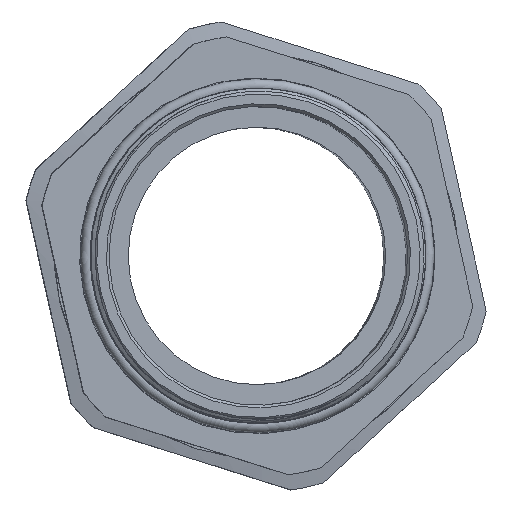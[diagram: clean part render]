
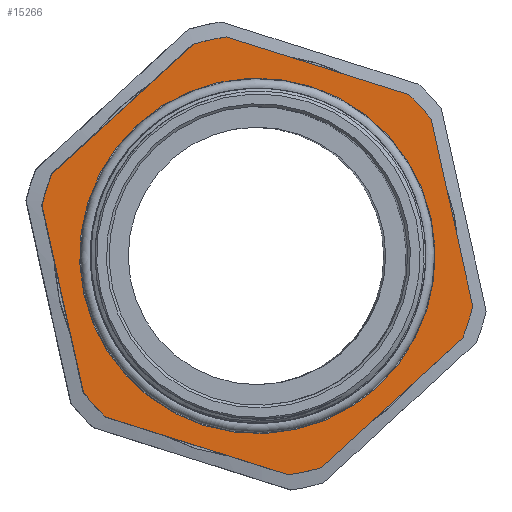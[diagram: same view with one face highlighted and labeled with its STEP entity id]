
A CAD part, front view. The second image highlights one B-rep face of the part: STEP entity #15266.
In plain terms, the highlighted face is planar.
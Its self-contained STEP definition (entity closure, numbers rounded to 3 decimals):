
#366=FACE_BOUND('',#2896,.T.);
#1209=CIRCLE('',#17433,41.595);
#1210=CIRCLE('',#17435,41.595);
#1211=CIRCLE('',#17437,41.595);
#1212=CIRCLE('',#17439,41.595);
#1213=CIRCLE('',#17441,41.595);
#1214=CIRCLE('',#17443,41.595);
#1216=CIRCLE('',#17446,33.439);
#2048=FACE_OUTER_BOUND('',#2895,.T.);
#2895=EDGE_LOOP('',(#13757,#13758,#13759,#13760,#13761,#13762,#13763,#13764,
#13765,#13766,#13767,#13768));
#2896=EDGE_LOOP('',(#13769));
#4013=LINE('',#31054,#4549);
#4016=LINE('',#31068,#4552);
#4019=LINE('',#31082,#4555);
#4022=LINE('',#31096,#4558);
#4025=LINE('',#31110,#4561);
#4028=LINE('',#31124,#4564);
#4549=VECTOR('',#22129,10.);
#4552=VECTOR('',#22134,10.);
#4555=VECTOR('',#22139,10.);
#4558=VECTOR('',#22144,10.);
#4561=VECTOR('',#22149,10.);
#4564=VECTOR('',#22154,10.);
#6613=VERTEX_POINT('',#31051);
#6614=VERTEX_POINT('',#31053);
#6617=VERTEX_POINT('',#31065);
#6618=VERTEX_POINT('',#31067);
#6621=VERTEX_POINT('',#31079);
#6622=VERTEX_POINT('',#31081);
#6625=VERTEX_POINT('',#31093);
#6626=VERTEX_POINT('',#31095);
#6629=VERTEX_POINT('',#31107);
#6630=VERTEX_POINT('',#31109);
#6633=VERTEX_POINT('',#31121);
#6634=VERTEX_POINT('',#31123);
#6635=VERTEX_POINT('',#31150);
#8993=EDGE_CURVE('',#6614,#6613,#4013,.T.);
#8998=EDGE_CURVE('',#6618,#6617,#4016,.T.);
#9003=EDGE_CURVE('',#6622,#6621,#4019,.T.);
#9008=EDGE_CURVE('',#6626,#6625,#4022,.T.);
#9013=EDGE_CURVE('',#6630,#6629,#4025,.T.);
#9018=EDGE_CURVE('',#6634,#6633,#4028,.T.);
#9025=EDGE_CURVE('',#6634,#6625,#1209,.T.);
#9026=EDGE_CURVE('',#6622,#6633,#1210,.T.);
#9027=EDGE_CURVE('',#6626,#6617,#1211,.T.);
#9028=EDGE_CURVE('',#6618,#6629,#1212,.T.);
#9029=EDGE_CURVE('',#6630,#6613,#1213,.T.);
#9030=EDGE_CURVE('',#6614,#6621,#1214,.T.);
#9032=EDGE_CURVE('',#6635,#6635,#1216,.T.);
#13757=ORIENTED_EDGE('',*,*,#8993,.T.);
#13758=ORIENTED_EDGE('',*,*,#9029,.F.);
#13759=ORIENTED_EDGE('',*,*,#9013,.T.);
#13760=ORIENTED_EDGE('',*,*,#9028,.F.);
#13761=ORIENTED_EDGE('',*,*,#8998,.T.);
#13762=ORIENTED_EDGE('',*,*,#9027,.F.);
#13763=ORIENTED_EDGE('',*,*,#9008,.T.);
#13764=ORIENTED_EDGE('',*,*,#9025,.F.);
#13765=ORIENTED_EDGE('',*,*,#9018,.T.);
#13766=ORIENTED_EDGE('',*,*,#9026,.F.);
#13767=ORIENTED_EDGE('',*,*,#9003,.T.);
#13768=ORIENTED_EDGE('',*,*,#9030,.F.);
#13769=ORIENTED_EDGE('',*,*,#9032,.T.);
#14460=PLANE('',#17445);
#15266=ADVANCED_FACE('',(#2048,#366),#14460,.T.);
#17433=AXIS2_PLACEMENT_3D('',#31137,#22178,#22179);
#17435=AXIS2_PLACEMENT_3D('',#31139,#22182,#22183);
#17437=AXIS2_PLACEMENT_3D('',#31141,#22186,#22187);
#17439=AXIS2_PLACEMENT_3D('',#31143,#22190,#22191);
#17441=AXIS2_PLACEMENT_3D('',#31145,#22194,#22195);
#17443=AXIS2_PLACEMENT_3D('',#31147,#22198,#22199);
#17445=AXIS2_PLACEMENT_3D('',#31149,#22202,#22203);
#17446=AXIS2_PLACEMENT_3D('',#31151,#22204,#22205);
#22129=DIRECTION('',(-1.,0.,0.));
#22134=DIRECTION('',(0.5,0.,0.866));
#22139=DIRECTION('',(-0.5,0.,-0.866));
#22144=DIRECTION('',(1.,0.,0.));
#22149=DIRECTION('',(-0.5,0.,0.866));
#22154=DIRECTION('',(0.5,0.,-0.866));
#22178=DIRECTION('center_axis',(0.,-1.,0.));
#22179=DIRECTION('ref_axis',(1.,0.,0.));
#22182=DIRECTION('center_axis',(0.,-1.,0.));
#22183=DIRECTION('ref_axis',(1.,0.,0.));
#22186=DIRECTION('center_axis',(0.,-1.,0.));
#22187=DIRECTION('ref_axis',(1.,0.,0.));
#22190=DIRECTION('center_axis',(0.,-1.,0.));
#22191=DIRECTION('ref_axis',(1.,0.,0.));
#22194=DIRECTION('center_axis',(0.,-1.,0.));
#22195=DIRECTION('ref_axis',(1.,0.,0.));
#22198=DIRECTION('center_axis',(0.,-1.,0.));
#22199=DIRECTION('ref_axis',(1.,0.,0.));
#22202=DIRECTION('center_axis',(0.,1.,0.));
#22203=DIRECTION('ref_axis',(0.,0.,1.));
#22204=DIRECTION('center_axis',(0.,-1.,0.));
#22205=DIRECTION('ref_axis',(1.,0.,0.));
#31051=CARTESIAN_POINT('',(-17.997,-18.,-37.5));
#31053=CARTESIAN_POINT('',(17.997,-18.,-37.5));
#31054=CARTESIAN_POINT('',(8.999,-18.,-37.5));
#31065=CARTESIAN_POINT('',(-23.477,-18.,34.336));
#31067=CARTESIAN_POINT('',(-41.474,-18.,3.164));
#31068=CARTESIAN_POINT('',(-45.981,-18.,-4.641));
#31079=CARTESIAN_POINT('',(23.477,-18.,-34.336));
#31081=CARTESIAN_POINT('',(41.474,-18.,-3.164));
#31082=CARTESIAN_POINT('',(27.97,-18.,-26.555));
#31093=CARTESIAN_POINT('',(17.997,-18.,37.5));
#31095=CARTESIAN_POINT('',(-17.997,-18.,37.5));
#31096=CARTESIAN_POINT('',(-8.999,-18.,37.5));
#31107=CARTESIAN_POINT('',(-41.474,-18.,-3.164));
#31109=CARTESIAN_POINT('',(-23.477,-18.,-34.336));
#31110=CARTESIAN_POINT('',(-18.971,-18.,-42.141));
#31121=CARTESIAN_POINT('',(41.474,-18.,3.164));
#31123=CARTESIAN_POINT('',(23.477,-18.,34.336));
#31124=CARTESIAN_POINT('',(36.982,-18.,10.945));
#31137=CARTESIAN_POINT('Origin',(0.,-18.,0.));
#31139=CARTESIAN_POINT('Origin',(0.,-18.,0.));
#31141=CARTESIAN_POINT('Origin',(0.,-18.,0.));
#31143=CARTESIAN_POINT('Origin',(0.,-18.,0.));
#31145=CARTESIAN_POINT('Origin',(0.,-18.,0.));
#31147=CARTESIAN_POINT('Origin',(0.,-18.,0.));
#31149=CARTESIAN_POINT('Origin',(0.,-18.,-41.595));
#31150=CARTESIAN_POINT('',(0.,-18.,-33.439));
#31151=CARTESIAN_POINT('Origin',(0.,-18.,0.));
